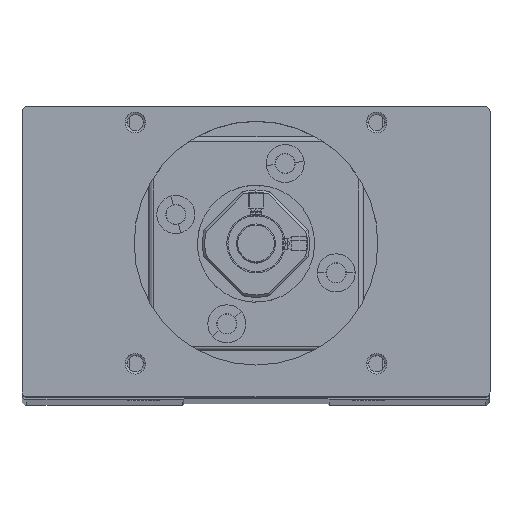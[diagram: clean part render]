
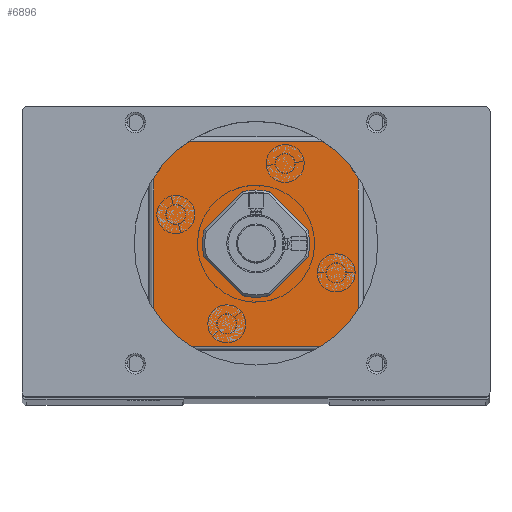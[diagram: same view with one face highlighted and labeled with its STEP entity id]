
A CAD part, top view. The second image highlights one B-rep face of the part: STEP entity #6896.
In plain terms, the highlighted planar face has unit normal (0, 0, 1).
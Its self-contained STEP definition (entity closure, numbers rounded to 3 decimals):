
#828 = DIRECTION ( 'NONE',  ( 1., 0., 0. ) ) ;
#1409 = ORIENTED_EDGE ( 'NONE', *, *, #28271, .T. ) ;
#1855 = CARTESIAN_POINT ( 'NONE',  ( 4.552, 110.948, 481.347 ) ) ;
#2798 = VECTOR ( 'NONE', #28728, 1000. ) ;
#2819 = LINE ( 'NONE', #28487, #25042 ) ;
#4353 = EDGE_CURVE ( 'NONE', #6303, #11216, #8471, .T. ) ;
#4840 = ORIENTED_EDGE ( 'NONE', *, *, #10097, .T. ) ;
#6303 = VERTEX_POINT ( 'NONE', #26728 ) ;
#6735 = EDGE_CURVE ( 'NONE', #26289, #20872, #7121, .T. ) ;
#6806 = ORIENTED_EDGE ( 'NONE', *, *, #25862, .T. ) ;
#6860 = ORIENTED_EDGE ( 'NONE', *, *, #10314, .T. ) ;
#6896 = ADVANCED_FACE ( 'NONE', ( #25727 ), #9412, .T. ) ;
#7121 = LINE ( 'NONE', #8647, #13009 ) ;
#7342 = CARTESIAN_POINT ( 'NONE',  ( 10.222, 74.618, 481.347 ) ) ;
#8164 = DIRECTION ( 'NONE',  ( -1., 0., 0. ) ) ;
#8426 = CARTESIAN_POINT ( 'NONE',  ( 25.552, 74.618, 481.347 ) ) ;
#8471 = CIRCLE ( 'NONE', #28429, 26. ) ;
#8512 = CARTESIAN_POINT ( 'NONE',  ( 25.552, 95.618, 481.347 ) ) ;
#8647 = CARTESIAN_POINT ( 'NONE',  ( 4.552, 107.618, 481.347 ) ) ;
#9130 = CIRCLE ( 'NONE', #24312, 26. ) ;
#9412 = PLANE ( 'NONE',  #22443 ) ;
#9967 = DIRECTION ( 'NONE',  ( 0., 0., 1. ) ) ;
#10080 = DIRECTION ( 'NONE',  ( 1., 0., 0. ) ) ;
#10097 = EDGE_CURVE ( 'NONE', #20872, #17383, #9130, .T. ) ;
#10222 = CARTESIAN_POINT ( 'NONE',  ( 25.552, 95.618, 481.347 ) ) ;
#10314 = EDGE_CURVE ( 'NONE', #17383, #6303, #25024, .T. ) ;
#10973 = VERTEX_POINT ( 'NONE', #23629 ) ;
#11216 = VERTEX_POINT ( 'NONE', #21958 ) ;
#11432 = DIRECTION ( 'NONE',  ( 1., 0., 0. ) ) ;
#11541 = EDGE_CURVE ( 'NONE', #13589, #16142, #11765, .T. ) ;
#11765 = CIRCLE ( 'NONE', #14103, 26. ) ;
#12337 = CARTESIAN_POINT ( 'NONE',  ( 25.552, 107.618, 481.347 ) ) ;
#13009 = VECTOR ( 'NONE', #20186, 1000. ) ;
#13156 = DIRECTION ( 'NONE',  ( 1., 0., 0. ) ) ;
#13589 = VERTEX_POINT ( 'NONE', #19254 ) ;
#14103 = AXIS2_PLACEMENT_3D ( 'NONE', #8512, #28829, #11432 ) ;
#16142 = VERTEX_POINT ( 'NONE', #29486 ) ;
#16915 = ORIENTED_EDGE ( 'NONE', *, *, #19633, .T. ) ;
#17383 = VERTEX_POINT ( 'NONE', #7342 ) ;
#17916 = DIRECTION ( 'NONE',  ( 0., 1., 0. ) ) ;
#18141 = DIRECTION ( 'NONE',  ( 0., 0., 1. ) ) ;
#19254 = CARTESIAN_POINT ( 'NONE',  ( 46.552, 110.948, 481.347 ) ) ;
#19633 = EDGE_CURVE ( 'NONE', #10973, #26289, #22327, .T. ) ;
#20186 = DIRECTION ( 'NONE',  ( 0., -1., 0. ) ) ;
#20190 = CARTESIAN_POINT ( 'NONE',  ( 25.552, 95.618, 481.347 ) ) ;
#20280 = LINE ( 'NONE', #20835, #35642 ) ;
#20835 = CARTESIAN_POINT ( 'NONE',  ( 46.552, 107.618, 481.347 ) ) ;
#20872 = VERTEX_POINT ( 'NONE', #28402 ) ;
#21958 = CARTESIAN_POINT ( 'NONE',  ( 46.552, 80.288, 481.347 ) ) ;
#22152 = DIRECTION ( 'NONE',  ( 0., 0., 1. ) ) ;
#22327 = CIRCLE ( 'NONE', #34690, 26. ) ;
#22443 = AXIS2_PLACEMENT_3D ( 'NONE', #12337, #18141, #828 ) ;
#23215 = EDGE_LOOP ( 'NONE', ( #1409, #24730, #6806, #16915, #24323, #4840, #6860, #28793 ) ) ;
#23629 = CARTESIAN_POINT ( 'NONE',  ( 10.222, 116.618, 481.347 ) ) ;
#24312 = AXIS2_PLACEMENT_3D ( 'NONE', #10222, #30473, #13156 ) ;
#24323 = ORIENTED_EDGE ( 'NONE', *, *, #6735, .T. ) ;
#24730 = ORIENTED_EDGE ( 'NONE', *, *, #11541, .T. ) ;
#25024 = LINE ( 'NONE', #8426, #2798 ) ;
#25042 = VECTOR ( 'NONE', #8164, 1000. ) ;
#25727 = FACE_OUTER_BOUND ( 'NONE', #23215, .T. ) ;
#25862 = EDGE_CURVE ( 'NONE', #16142, #10973, #2819, .T. ) ;
#26289 = VERTEX_POINT ( 'NONE', #1855 ) ;
#26728 = CARTESIAN_POINT ( 'NONE',  ( 40.881, 74.618, 481.347 ) ) ;
#27365 = CARTESIAN_POINT ( 'NONE',  ( 25.552, 95.618, 481.347 ) ) ;
#28271 = EDGE_CURVE ( 'NONE', #11216, #13589, #20280, .T. ) ;
#28402 = CARTESIAN_POINT ( 'NONE',  ( 4.552, 80.288, 481.347 ) ) ;
#28429 = AXIS2_PLACEMENT_3D ( 'NONE', #20190, #22152, #10080 ) ;
#28487 = CARTESIAN_POINT ( 'NONE',  ( 25.552, 116.618, 481.347 ) ) ;
#28728 = DIRECTION ( 'NONE',  ( 1., 0., 0. ) ) ;
#28793 = ORIENTED_EDGE ( 'NONE', *, *, #4353, .T. ) ;
#28829 = DIRECTION ( 'NONE',  ( 0., 0., 1. ) ) ;
#29486 = CARTESIAN_POINT ( 'NONE',  ( 40.881, 116.618, 481.347 ) ) ;
#30227 = DIRECTION ( 'NONE',  ( 1., 0., 0. ) ) ;
#30473 = DIRECTION ( 'NONE',  ( 0., 0., 1. ) ) ;
#34690 = AXIS2_PLACEMENT_3D ( 'NONE', #27365, #9967, #30227 ) ;
#35642 = VECTOR ( 'NONE', #17916, 1000. ) ;
